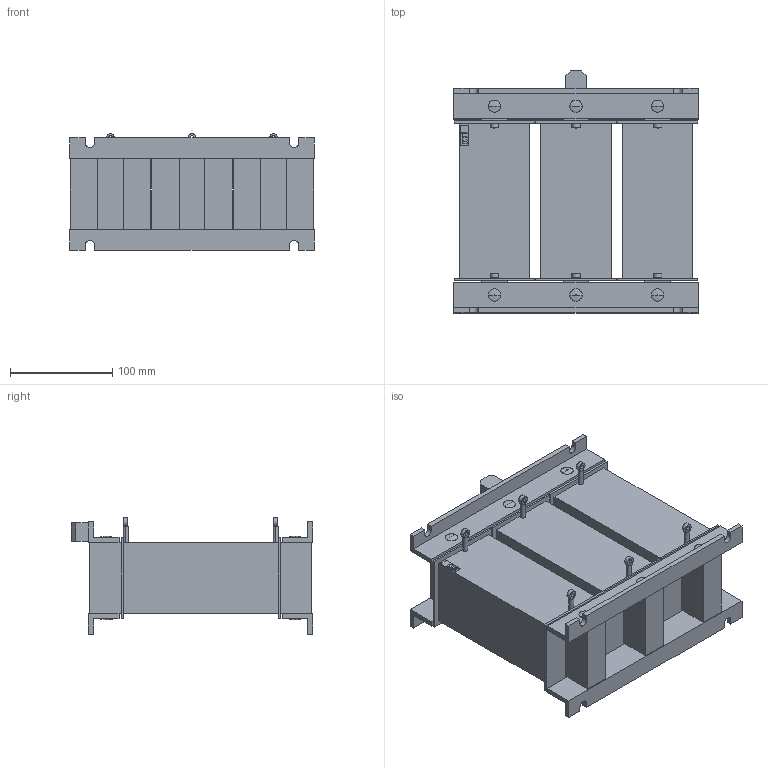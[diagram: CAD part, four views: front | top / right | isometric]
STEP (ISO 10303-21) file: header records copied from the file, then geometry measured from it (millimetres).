
FILE_DESCRIPTION((''),'2;1');
FILE_NAME('HFL_220X240X110X100X200X9','2017-07-21T',('aljaz.cop'),('Audax d.o.o.'),'CREO PARAMETRIC BY PTC INC, 2015380','CREO PARAMETRIC BY PTC INC, 2015380','');
FILE_SCHEMA(('CONFIG_CONTROL_DESIGN'));
Length unit declared in the file: millimetre
Products named in the file (1): HFL_220X240X110X100X200X9
Bounding box: 240 x 237 x 113.99 mm (x, y, z)
Volume: 2793776.5 mm3; surface area: 295082.6 mm2
Topology: 1 solids, 1 shells, 331 faces, 858 edges, 546 vertices
Faces by surface type: plane 239, cylinder 39, extrusion 29, revolution 24
Entity records: 14009 total; most frequent: CARTESIAN_POINT 2650, ORIENTED_EDGE 1716, DIRECTION 1541, PRESENTATION_STYLE_ASSIGNMENT 903, STYLED_ITEM 862, CURVE_STYLE 858, EDGE_CURVE 858, VECTOR 649
